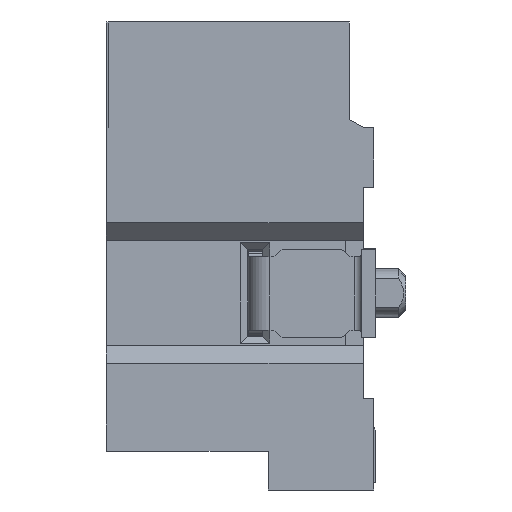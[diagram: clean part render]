
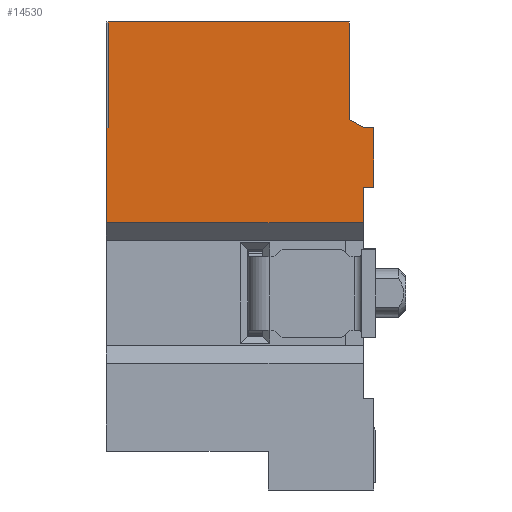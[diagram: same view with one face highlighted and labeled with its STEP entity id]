
A CAD part, left-side view. The second image highlights one B-rep face of the part: STEP entity #14530.
In plain terms, the highlighted planar face has unit normal (-1, 0, 0).
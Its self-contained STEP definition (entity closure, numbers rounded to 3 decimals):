
#14215=CARTESIAN_POINT('',(-11.75,-2.066,-4.7));
#14216=VERTEX_POINT('',#14215);
#14223=CARTESIAN_POINT('',(-11.75,-2.066,-5.7));
#14224=VERTEX_POINT('',#14223);
#14225=CARTESIAN_POINT('',(-11.75,-2.066,-4.7));
#14226=DIRECTION('',(0.,0.,-1.));
#14227=VECTOR('',#14226,1.);
#14228=LINE('',#14225,#14227);
#14229=EDGE_CURVE('',#14216,#14224,#14228,.T.);
#14444=CARTESIAN_POINT('',(-11.75,5.234,-12.2));
#14445=DIRECTION('',(0.,0.,1.));
#14446=DIRECTION('',(-1.,0.,0.));
#14447=AXIS2_PLACEMENT_3D('',#14444,#14446,#14445);
#14448=PLANE('',#14447);
#14449=CARTESIAN_POINT('',(-11.75,5.184,-3.));
#14450=VERTEX_POINT('',#14449);
#14451=CARTESIAN_POINT('',(-11.75,5.234,-3.));
#14452=VERTEX_POINT('',#14451);
#14453=CARTESIAN_POINT('',(-11.75,5.184,-3.));
#14454=DIRECTION('',(0.,1.,0.));
#14455=VECTOR('',#14454,0.05);
#14456=LINE('',#14453,#14455);
#14457=EDGE_CURVE('',#14450,#14452,#14456,.T.);
#14458=ORIENTED_EDGE('',*,*,#14457,.T.);
#14459=CARTESIAN_POINT('',(-11.75,5.234,-5.7));
#14460=VERTEX_POINT('',#14459);
#14461=CARTESIAN_POINT('',(-11.75,5.234,-3.));
#14462=DIRECTION('',(0.,0.,-1.));
#14463=VECTOR('',#14462,2.7);
#14464=LINE('',#14461,#14463);
#14465=EDGE_CURVE('',#14452,#14460,#14464,.T.);
#14466=ORIENTED_EDGE('',*,*,#14465,.T.);
#14467=CARTESIAN_POINT('',(-11.75,5.234,-5.7));
#14468=DIRECTION('',(0.,-1.,0.));
#14469=VECTOR('',#14468,7.3);
#14470=LINE('',#14467,#14469);
#14471=EDGE_CURVE('',#14460,#14224,#14470,.T.);
#14472=ORIENTED_EDGE('',*,*,#14471,.T.);
#14473=ORIENTED_EDGE('',*,*,#14229,.F.);
#14474=CARTESIAN_POINT('',(-11.75,-2.366,-4.7));
#14475=VERTEX_POINT('',#14474);
#14476=CARTESIAN_POINT('',(-11.75,-2.066,-4.7));
#14477=DIRECTION('',(0.,-1.,0.));
#14478=VECTOR('',#14477,0.3);
#14479=LINE('',#14476,#14478);
#14480=EDGE_CURVE('',#14216,#14475,#14479,.T.);
#14481=ORIENTED_EDGE('',*,*,#14480,.T.);
#14482=CARTESIAN_POINT('',(-11.75,-2.366,-3.));
#14483=VERTEX_POINT('',#14482);
#14484=CARTESIAN_POINT('',(-11.75,-2.366,-4.7));
#14485=DIRECTION('',(0.,0.,1.));
#14486=VECTOR('',#14485,1.7);
#14487=LINE('',#14484,#14486);
#14488=EDGE_CURVE('',#14475,#14483,#14487,.T.);
#14489=ORIENTED_EDGE('',*,*,#14488,.T.);
#14490=CARTESIAN_POINT('',(-11.75,-2.066,-3.));
#14491=VERTEX_POINT('',#14490);
#14492=CARTESIAN_POINT('',(-11.75,-2.366,-3.));
#14493=DIRECTION('',(0.,1.,0.));
#14494=VECTOR('',#14493,0.3);
#14495=LINE('',#14492,#14494);
#14496=EDGE_CURVE('',#14483,#14491,#14495,.T.);
#14497=ORIENTED_EDGE('',*,*,#14496,.T.);
#14498=CARTESIAN_POINT('',(-11.75,-1.666,-2.769));
#14499=VERTEX_POINT('',#14498);
#14500=CARTESIAN_POINT('',(-11.75,-2.066,-3.));
#14501=DIRECTION('',(0.,0.866,0.5));
#14502=VECTOR('',#14501,0.462);
#14503=LINE('',#14500,#14502);
#14504=EDGE_CURVE('',#14491,#14499,#14503,.T.);
#14505=ORIENTED_EDGE('',*,*,#14504,.T.);
#14506=CARTESIAN_POINT('',(-11.75,-1.666,0.));
#14507=VERTEX_POINT('',#14506);
#14508=CARTESIAN_POINT('',(-11.75,-1.666,-2.769));
#14509=DIRECTION('',(0.,0.,1.));
#14510=VECTOR('',#14509,2.769);
#14511=LINE('',#14508,#14510);
#14512=EDGE_CURVE('',#14499,#14507,#14511,.T.);
#14513=ORIENTED_EDGE('',*,*,#14512,.T.);
#14514=CARTESIAN_POINT('',(-11.75,5.184,0.));
#14515=VERTEX_POINT('',#14514);
#14516=CARTESIAN_POINT('',(-11.75,-1.666,0.));
#14517=DIRECTION('',(0.,1.,0.));
#14518=VECTOR('',#14517,6.85);
#14519=LINE('',#14516,#14518);
#14520=EDGE_CURVE('',#14507,#14515,#14519,.T.);
#14521=ORIENTED_EDGE('',*,*,#14520,.T.);
#14522=CARTESIAN_POINT('',(-11.75,5.184,0.));
#14523=DIRECTION('',(0.,0.,-1.));
#14524=VECTOR('',#14523,3.);
#14525=LINE('',#14522,#14524);
#14526=EDGE_CURVE('',#14515,#14450,#14525,.T.);
#14527=ORIENTED_EDGE('',*,*,#14526,.T.);
#14528=EDGE_LOOP('',(#14458,#14466,#14472,#14473,#14481,#14489,#14497,#14505,#14513,#14521,#14527));
#14529=FACE_OUTER_BOUND('',#14528,.T.);
#14530=ADVANCED_FACE('',(#14529),#14448,.T.);
